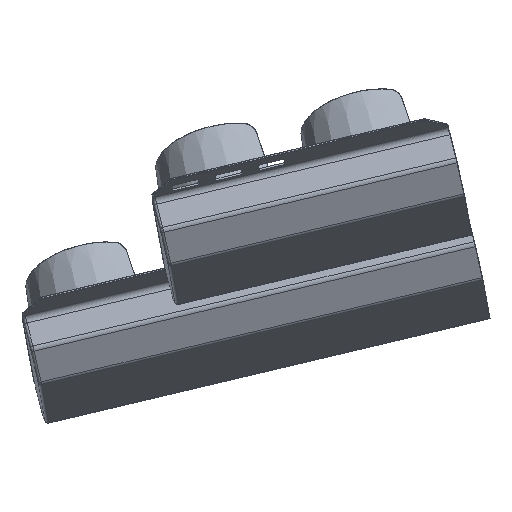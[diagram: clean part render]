
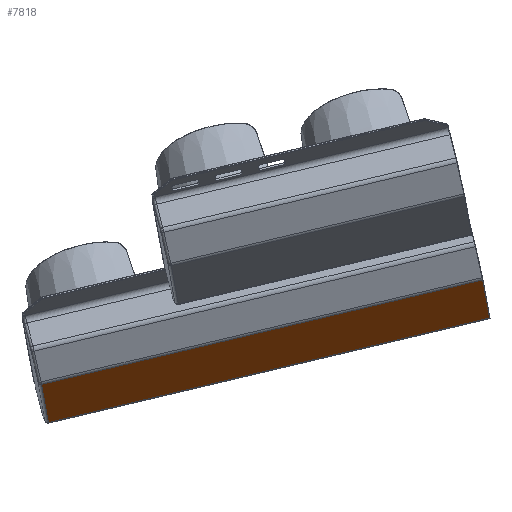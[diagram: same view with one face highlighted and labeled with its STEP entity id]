
A CAD part, left-side view. The second image highlights one B-rep face of the part: STEP entity #7818.
In plain terms, the highlighted face is planar.
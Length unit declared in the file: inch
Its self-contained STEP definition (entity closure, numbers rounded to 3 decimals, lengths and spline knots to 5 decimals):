
#435=PLANE($,#8530);
#717=FACE_OUTER_BOUND($,#1174,.T.);
#1174=EDGE_LOOP($,(#5640,#5641,#5642,#5643));
#1625=LINE($,#13185,#2158);
#1660=LINE($,#13397,#2193);
#1661=LINE($,#13401,#2194);
#1662=LINE($,#13402,#2195);
#2158=VECTOR($,#9899,5.38858);
#2193=VECTOR($,#10094,30.72);
#2194=VECTOR($,#10099,30.72);
#2195=VECTOR($,#10100,5.38858);
#3240=VERTEX_POINT($,#13177);
#3242=VERTEX_POINT($,#13183);
#3298=VERTEX_POINT($,#13396);
#3299=VERTEX_POINT($,#13400);
#4061=EDGE_CURVE($,#3242,#3240,#1625,.T.);
#4149=EDGE_CURVE($,#3240,#3298,#1660,.T.);
#4151=EDGE_CURVE($,#3299,#3242,#1661,.T.);
#4152=EDGE_CURVE($,#3298,#3299,#1662,.T.);
#5640=ORIENTED_EDGE($,*,*,#4061,.F.);
#5641=ORIENTED_EDGE($,*,*,#4151,.F.);
#5642=ORIENTED_EDGE($,*,*,#4152,.F.);
#5643=ORIENTED_EDGE($,*,*,#4149,.F.);
#7818=ADVANCED_FACE($,(#717),#435,.T.);
#8530=AXIS2_PLACEMENT_3D($,#13399,#10097,#10098);
#9899=DIRECTION($,(1.,0.,0.));
#10094=DIRECTION($,(0.,-1.,0.));
#10097=DIRECTION('center_axis',(0.,0.,1.));
#10098=DIRECTION('ref_axis',(1.,0.,0.));
#10099=DIRECTION($,(0.,1.,0.));
#10100=DIRECTION($,(-1.,0.,0.));
#13177=CARTESIAN_POINT('',(2.69429,5.4075,4.125));
#13183=CARTESIAN_POINT('',(-2.69429,5.4075,4.125));
#13185=CARTESIAN_POINT($,(-1.40625,5.4075,4.125));
#13396=CARTESIAN_POINT('',(2.69429,-25.3125,4.125));
#13397=CARTESIAN_POINT($,(2.69429,0.,4.125));
#13399=CARTESIAN_POINT('Origin',(-2.8125,0.,4.125));
#13400=CARTESIAN_POINT('',(-2.69429,-25.3125,4.125));
#13401=CARTESIAN_POINT($,(-2.69429,0.,4.125));
#13402=CARTESIAN_POINT($,(-1.40625,-25.3125,4.125));
